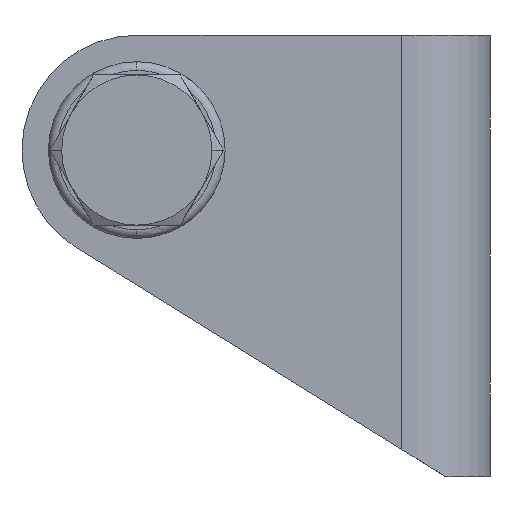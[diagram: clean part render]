
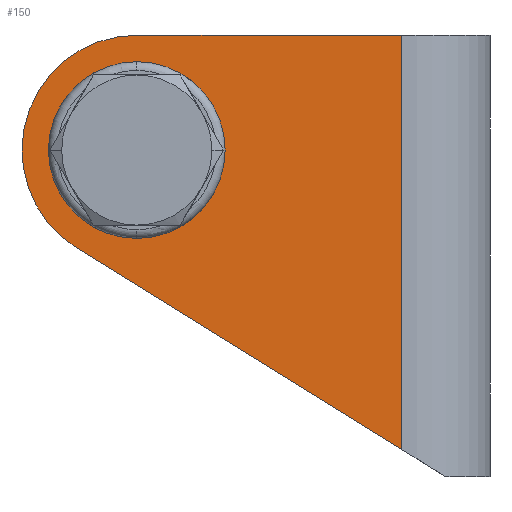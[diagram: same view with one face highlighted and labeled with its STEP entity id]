
A CAD part, left-side view. The second image highlights one B-rep face of the part: STEP entity #150.
In plain terms, the highlighted planar face has unit normal (-1, 0, 0).
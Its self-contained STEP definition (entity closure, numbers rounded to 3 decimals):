
#150=ADVANCED_FACE('',(#373,#374),#375,.T.);
#373=FACE_BOUND('',#605,.T.);
#374=FACE_OUTER_BOUND('',#606,.T.);
#375=PLANE('',#607);
#605=EDGE_LOOP('',(#1445,#1446));
#606=EDGE_LOOP('',(#1447,#1448,#1449,#1450));
#607=AXIS2_PLACEMENT_3D('',#1451,#1452,#1453);
#1445=ORIENTED_EDGE('',*,*,#1778,.T.);
#1446=ORIENTED_EDGE('',*,*,#1546,.T.);
#1447=ORIENTED_EDGE('',*,*,#1659,.T.);
#1448=ORIENTED_EDGE('',*,*,#1787,.F.);
#1449=ORIENTED_EDGE('',*,*,#1788,.F.);
#1450=ORIENTED_EDGE('',*,*,#1789,.F.);
#1451=CARTESIAN_POINT('',(-28.05,20.955,29.328));
#1452=DIRECTION('',(-1.0,0.0,0.));
#1453=DIRECTION('',(0.,0.0,1.0));
#1546=EDGE_CURVE('',#1852,#1850,#1853,.T.);
#1659=EDGE_CURVE('',#2057,#2055,#2058,.T.);
#1778=EDGE_CURVE('',#1850,#1852,#2220,.T.);
#1787=EDGE_CURVE('',#2233,#2055,#2234,.T.);
#1788=EDGE_CURVE('',#2235,#2233,#2236,.T.);
#1789=EDGE_CURVE('',#2057,#2235,#2237,.T.);
#1850=VERTEX_POINT('',#2302);
#1852=VERTEX_POINT('',#2305);
#1853=CIRCLE('',#2306,10.0);
#2055=VERTEX_POINT('',#2788);
#2057=VERTEX_POINT('',#2790);
#2058=LINE('',#2791,#2792);
#2220=CIRCLE('',#3250,10.0);
#2233=VERTEX_POINT('',#3267);
#2234=LINE('',#3268,#3269);
#2235=VERTEX_POINT('',#3270);
#2236=CIRCLE('',#3271,13.0);
#2237=LINE('',#3272,#3273);
#2302=CARTESIAN_POINT('',(-28.05,50.0,37.0));
#2305=CARTESIAN_POINT('',(-28.05,30.0,37.0));
#2306=AXIS2_PLACEMENT_3D('',#3368,#3369,#3370);
#2788=CARTESIAN_POINT('',(-28.05,10.0,50.0));
#2790=CARTESIAN_POINT('',(-28.05,10.0,3.1));
#2791=CARTESIAN_POINT('',(-28.05,10.0,25.0));
#2792=VECTOR('',#3551,1.0);
#3250=AXIS2_PLACEMENT_3D('',#3742,#3743,#3744);
#3267=CARTESIAN_POINT('',(-28.05,40.0,50.0));
#3268=CARTESIAN_POINT('',(-28.05,0.0,50.0));
#3269=VECTOR('',#3761,1.0);
#3270=CARTESIAN_POINT('',(-28.05,46.851,25.952));
#3271=AXIS2_PLACEMENT_3D('',#3762,#3763,#3764);
#3272=CARTESIAN_POINT('',(-28.05,46.851,25.952));
#3273=VECTOR('',#3765,1.0);
#3368=CARTESIAN_POINT('',(-28.05,40.0,37.0));
#3369=DIRECTION('',(1.0,0.0,0.));
#3370=DIRECTION('',(0.0,1.0,0.0));
#3551=DIRECTION('',(0.0,0.0,1.0));
#3742=CARTESIAN_POINT('',(-28.05,40.0,37.0));
#3743=DIRECTION('',(1.0,0.0,0.));
#3744=DIRECTION('',(0.0,1.0,0.0));
#3761=DIRECTION('',(0.0,-1.0,-0.0));
#3762=CARTESIAN_POINT('',(-28.05,40.0,37.0));
#3763=DIRECTION('',(1.0,0.0,0.));
#3764=DIRECTION('',(0.,0.0,1.0));
#3765=DIRECTION('',(0.,0.85,0.527));
